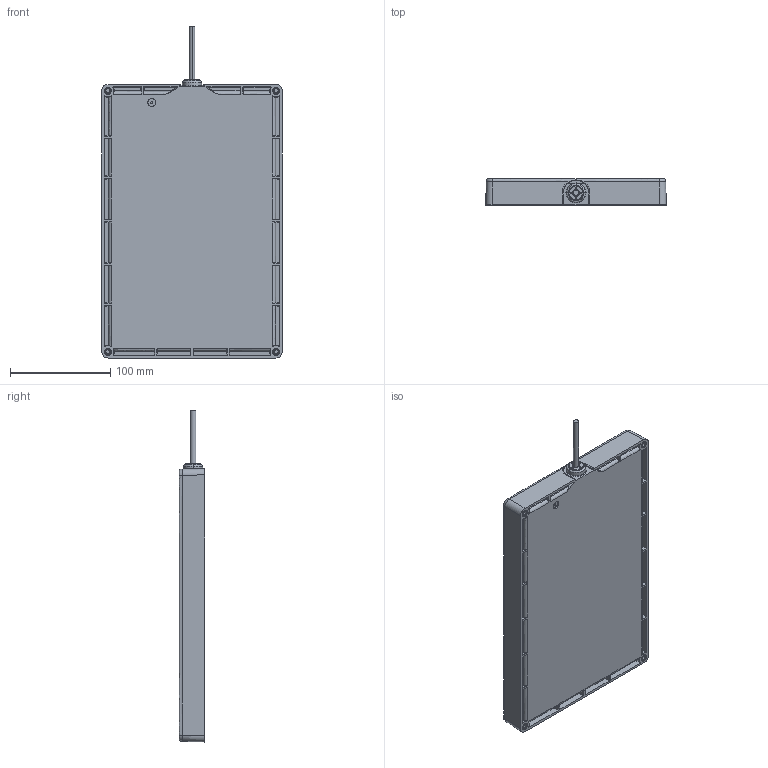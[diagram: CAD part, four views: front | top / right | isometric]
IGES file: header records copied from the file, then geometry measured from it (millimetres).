
Start section:  PTC IGES file: 155590.igs
Global section: file name: 155590.igs; native system: Pro/ENGINEER by Parametric Technology Corporation; preprocessor: 2009141; author: banengservice; organization: Unknown; date: 20110113.131833; units: inch
Bounding box: 180.1 x 25.77 x 331.04 mm (x, y, z)
Volume: 380166.6 mm3; surface area: 273984.1 mm2
Topology: 3 solids, 3 shells, 1032 faces, 2404 edges, 1472 vertices
Faces by surface type: revolution 566, bspline 466
